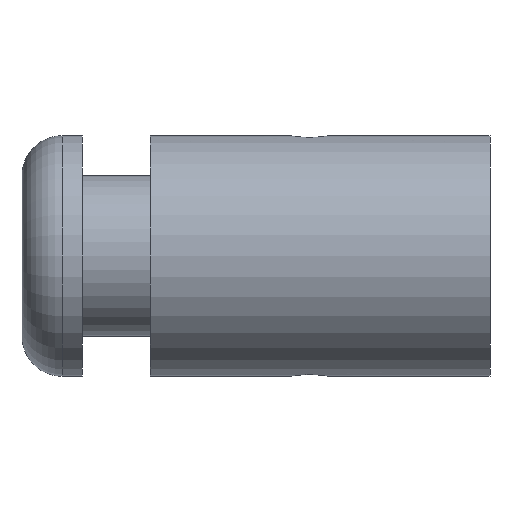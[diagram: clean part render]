
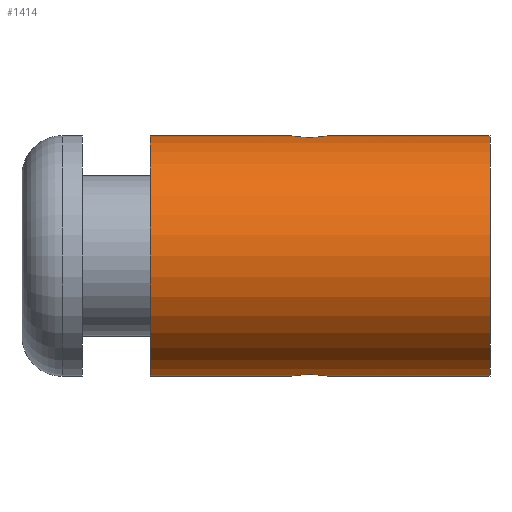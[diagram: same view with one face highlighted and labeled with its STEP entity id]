
A CAD part, front view. The second image highlights one B-rep face of the part: STEP entity #1414.
In plain terms, the highlighted cylindrical face has radius 9 mm (diameter 18 mm), a partial arc.
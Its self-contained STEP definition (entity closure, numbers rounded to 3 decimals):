
#342=CARTESIAN_POINT('',(-15.,0.,-9.));
#343=CARTESIAN_POINT('',(-15.,-0.107,-9.));
#344=CARTESIAN_POINT('',(-14.978,-0.315,
-8.996));
#345=CARTESIAN_POINT('',(-14.879,-0.617,
-8.98));
#346=CARTESIAN_POINT('',(-14.719,-0.892,
-8.957));
#347=CARTESIAN_POINT('',(-14.507,-1.126,
-8.93));
#348=CARTESIAN_POINT('',(-14.248,-1.313,
-8.904));
#349=CARTESIAN_POINT('',(-13.959,-1.44,
-8.884));
#350=CARTESIAN_POINT('',(-13.645,-1.504,
-8.873));
#351=CARTESIAN_POINT('',(-13.329,-1.501,
-8.874));
#352=CARTESIAN_POINT('',(-13.016,-1.431,
-8.886));
#353=CARTESIAN_POINT('',(-12.731,-1.301,
-8.906));
#354=CARTESIAN_POINT('',(-12.479,-1.113,
-8.932));
#355=CARTESIAN_POINT('',(-12.273,-0.881,
-8.958));
#356=CARTESIAN_POINT('',(-12.117,-0.609,
-8.981));
#357=CARTESIAN_POINT('',(-12.022,-0.31,
-8.996));
#358=CARTESIAN_POINT('',(-12.,-0.105,-9.));
#359=CARTESIAN_POINT('',(-12.,0.,-9.));
#361=CARTESIAN_POINT('',(-25.4,0.,0.));
#362=DIRECTION('',(-1.,0.,0.));
#363=DIRECTION('',(0.,0.,-1.));
#364=AXIS2_PLACEMENT_3D('',#361,#362,#363);
#366=CARTESIAN_POINT('',(-12.,0.,9.));
#367=CARTESIAN_POINT('',(-12.,-0.105,9.));
#368=CARTESIAN_POINT('',(-12.021,-0.309,
8.996));
#369=CARTESIAN_POINT('',(-12.116,-0.607,
8.981));
#370=CARTESIAN_POINT('',(-12.271,-0.879,
8.958));
#371=CARTESIAN_POINT('',(-12.476,-1.111,8.932));
#372=CARTESIAN_POINT('',(-12.727,-1.298,8.906));
#373=CARTESIAN_POINT('',(-13.011,-1.43,8.886));
#374=CARTESIAN_POINT('',(-13.324,-1.501,8.874));
#375=CARTESIAN_POINT('',(-13.641,-1.505,8.873));
#376=CARTESIAN_POINT('',(-13.956,-1.441,8.884));
#377=CARTESIAN_POINT('',(-14.246,-1.314,8.904));
#378=CARTESIAN_POINT('',(-14.505,-1.128,8.93));
#379=CARTESIAN_POINT('',(-14.718,-0.894,
8.957));
#380=CARTESIAN_POINT('',(-14.879,-0.619,
8.98));
#381=CARTESIAN_POINT('',(-14.978,-0.315,
8.996));
#382=CARTESIAN_POINT('',(-15.,-0.107,9.));
#383=CARTESIAN_POINT('',(-15.,0.,9.));
#431=CARTESIAN_POINT('',(-15.,0.,9.));
#448=CARTESIAN_POINT('',(-12.,0.,9.));
#450=DIRECTION('',(1.,0.,0.));
#451=VECTOR('',#450,10.4);
#452=CARTESIAN_POINT('',(-25.4,0.,9.));
#453=LINE('',#452,#451);
#459=DIRECTION('',(1.,0.,0.));
#460=VECTOR('',#459,10.4);
#461=CARTESIAN_POINT('',(-25.4,0.,-9.));
#462=LINE('',#461,#460);
#482=DIRECTION('',(1.,0.,0.));
#483=VECTOR('',#482,12.);
#484=CARTESIAN_POINT('',(-12.,0.,-9.));
#485=LINE('',#484,#483);
#486=DIRECTION('',(1.,0.,0.));
#487=VECTOR('',#486,12.);
#488=CARTESIAN_POINT('',(-12.,0.,9.));
#489=LINE('',#488,#487);
#1068=CARTESIAN_POINT('',(0.,0.,0.));
#1069=DIRECTION('',(-1.,0.,0.));
#1070=DIRECTION('',(0.,0.,-1.));
#1071=AXIS2_PLACEMENT_3D('',#1068,#1069,#1070);
#1073=CARTESIAN_POINT('',(0.,0.,-9.));
#1074=CARTESIAN_POINT('',(0.,0.,9.));
#1075=VERTEX_POINT('',#1073);
#1076=VERTEX_POINT('',#1074);
#1101=CARTESIAN_POINT('',(-25.4,0.,-9.));
#1102=CARTESIAN_POINT('',(-25.4,0.,9.));
#1103=VERTEX_POINT('',#1101);
#1104=VERTEX_POINT('',#1102);
#1129=VERTEX_POINT('',#342);
#1130=VERTEX_POINT('',#359);
#1131=VERTEX_POINT('',#431);
#1132=VERTEX_POINT('',#448);
#1393=CARTESIAN_POINT('',(1.75,0.,0.));
#1394=DIRECTION('',(-1.,0.,0.));
#1395=DIRECTION('',(0.,0.,1.));
#1396=AXIS2_PLACEMENT_3D('',#1393,#1394,#1395);
#1397=CYLINDRICAL_SURFACE('',#1396,9.);
#1398=ORIENTED_EDGE('',*,*,#1344,.F.);
#1400=ORIENTED_EDGE('',*,*,#1399,.F.);
#1402=ORIENTED_EDGE('',*,*,#1401,.T.);
#1404=ORIENTED_EDGE('',*,*,#1403,.T.);
#1405=ORIENTED_EDGE('',*,*,#1366,.F.);
#1407=ORIENTED_EDGE('',*,*,#1406,.T.);
#1409=ORIENTED_EDGE('',*,*,#1408,.F.);
#1411=ORIENTED_EDGE('',*,*,#1410,.F.);
#1412=EDGE_LOOP('',(#1398,#1400,#1402,#1404,#1405,#1407,#1409,#1411));
#1413=FACE_OUTER_BOUND('',#1412,.F.);
#1414=ADVANCED_FACE('',(#1413),#1397,.T.);
#360=B_SPLINE_CURVE_WITH_KNOTS('',3,(#342,#343,#344,#345,#346,#347,#348,#349,
#350,#351,#352,#353,#354,#355,#356,#357,#358,#359),.UNSPECIFIED.,.F.,.F.,(4,1,1,
1,1,1,1,1,1,1,1,1,1,1,1,4),(0.,0.067,0.133,0.2,
0.267,0.333,0.4,0.467,0.533,
0.6,0.667,0.733,0.8,0.867,
0.933,1.),.UNSPECIFIED.);
#365=CIRCLE('',#364,9.);
#384=B_SPLINE_CURVE_WITH_KNOTS('',3,(#366,#367,#368,#369,#370,#371,#372,#373,
#374,#375,#376,#377,#378,#379,#380,#381,#382,#383),.UNSPECIFIED.,.F.,.F.,(4,1,1,
1,1,1,1,1,1,1,1,1,1,1,1,4),(0.,0.067,0.133,0.2,
0.267,0.333,0.4,0.467,0.533,
0.6,0.667,0.733,0.8,0.867,
0.933,1.),.UNSPECIFIED.);
#1072=CIRCLE('',#1071,9.);
#1344=EDGE_CURVE('',#1129,#1130,#360,.T.);
#1366=EDGE_CURVE('',#1132,#1131,#384,.T.);
#1399=EDGE_CURVE('',#1103,#1129,#462,.T.);
#1401=EDGE_CURVE('',#1103,#1104,#365,.T.);
#1403=EDGE_CURVE('',#1104,#1131,#453,.T.);
#1406=EDGE_CURVE('',#1132,#1076,#489,.T.);
#1408=EDGE_CURVE('',#1075,#1076,#1072,.T.);
#1410=EDGE_CURVE('',#1130,#1075,#485,.T.);
